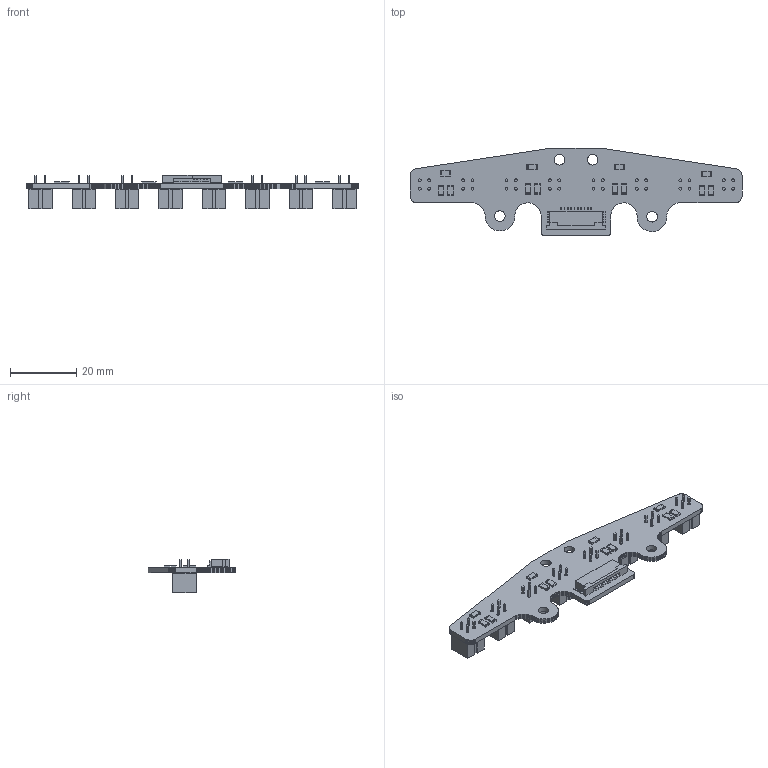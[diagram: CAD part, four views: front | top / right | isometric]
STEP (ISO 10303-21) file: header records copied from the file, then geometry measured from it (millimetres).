
FILE_DESCRIPTION(('KiCad electronic assembly'),'2;1');
FILE_NAME('Sensores.step','2023-07-17T17:13:12',('Pcbnew'),('Kicad'), 'Open CASCADE STEP processor 7.6','KiCad to STEP converter','Unknown' );
FILE_SCHEMA(('AUTOMOTIVE_DESIGN { 1 0 10303 214 1 1 1 1 }'));
Length unit declared in the file: millimetre
Products named in the file (8): Sensores 1; R_1206_3216Metric; SOLID; TE_1-84952-0_1x10-1MP_P1.0mm_Horizontal; Vishay_CNY70; Sensores PCB
Assembly tree (25 placements, depth 3):
  Sensores 1
    R_1206_3216Metric  x12
      SOLID
    TE_1-84952-0_1x10-1MP_P1.0mm_Horizontal
      SOLID
    Vishay_CNY70  x8
      SOLID
    Sensores PCB
Bounding box: 100 x 26.37 x 10.24 mm (x, y, z)
Volume: 5039.6 mm3; surface area: 7181.4 mm2
Topology: 22 solids, 22 shells, 1134 faces, 2975 edges, 1946 vertices
Faces by surface type: plane 961, cylinder 132, extrusion 25, torus 16
Full cylindrical faces by diameter (mm): 0.8 x32, 3.2 x4
Entity records: 39349 total; most frequent: CARTESIAN_POINT 6698, DIRECTION 5589, VECTOR 4295, LINE 4270, ORIENTED_EDGE 3026, PCURVE 3026, DEFINITIONAL_REPRESENTATION 3026, EDGE_CURVE 1513
